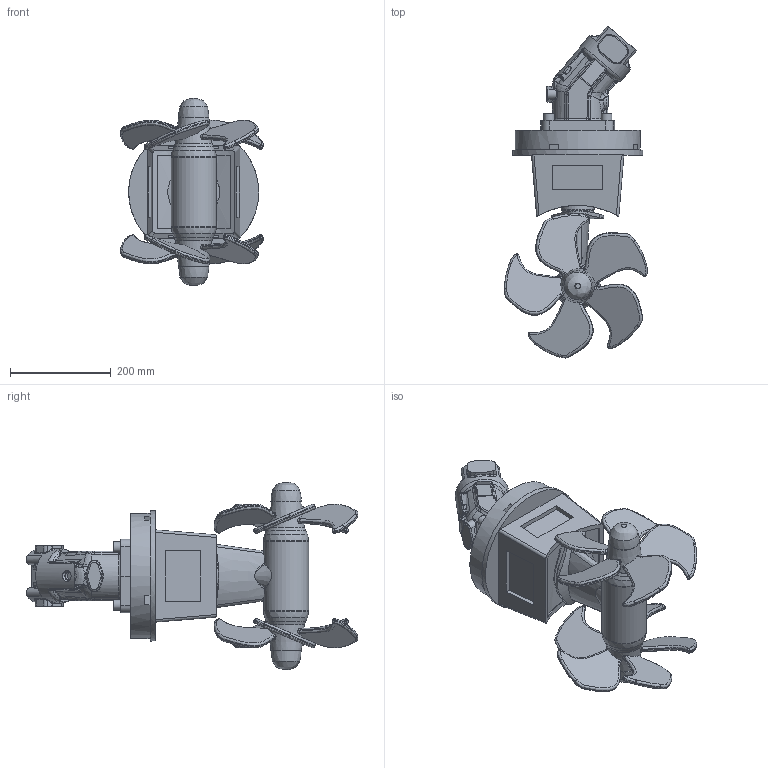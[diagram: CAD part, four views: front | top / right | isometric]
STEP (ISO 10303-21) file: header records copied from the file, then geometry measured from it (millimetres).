
FILE_DESCRIPTION(/* description */ ('KAN PUBLISERES!'),/* implementation_level */ '2;1');
FILE_NAME(/* name */ 'SH400-300TC-BA23 simplified.stp',/* time_stamp */ '2019-06-13T13:43:09+02:00',/* author */ ('elvira'),/* organization */ (''),/* preprocessor_version */ 'ST-DEVELOPER v17',/* originating_system */ 'Autodesk Inventor 2018',/* authorisation */ '');
FILE_SCHEMA (('AUTOMOTIVE_DESIGN { 1 0 10303 214 3 1 1 }'));
Products named in the file (1): SM151484
Bounding box: 283.07 x 658 x 371.41 mm (x, y, z)
Volume: 9392747.3 mm3; surface area: 793810.7 mm2
Topology: 5 solids, 5 shells, 1055 faces, 2586 edges, 1576 vertices
Faces by surface type: bspline 479, plane 255, cylinder 238, torus 28, sphere 28, cone 27
Full cylindrical faces by diameter (mm): 10 x2, 11 x2, 13 x2, 17.5 x1, 21 x4, 22.2 x1, 25.8 x1, 31 x1, 31.75 x1, 35 x1, 37.5 x1, 52 x2, 55 x2, 56 x2, 58 x1, 60 x2, 62 x1, 63.5 x2, 66 x1, 80 x1, 89 x2, 89.059 x1, 106 x1, 127 x1, 132 x1, 248 x1, 258 x1
Entity records: 75052 total; most frequent: CARTESIAN_POINT 51951, ORIENTED_EDGE 5130, DIRECTION 3804, EDGE_CURVE 2565, AXIS2_PLACEMENT_3D 1580, VERTEX_POINT 1576, EDGE_LOOP 1117, STYLED_ITEM 1060
